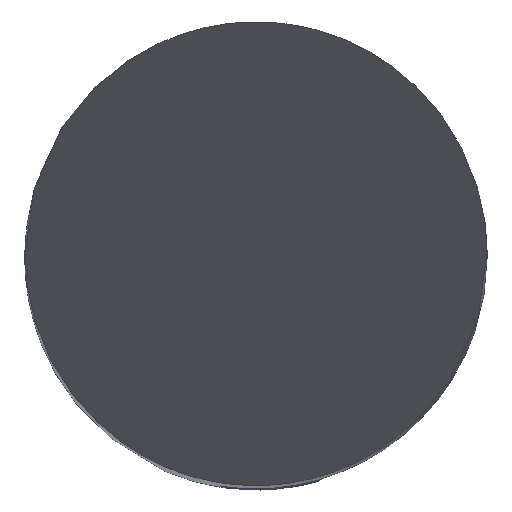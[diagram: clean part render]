
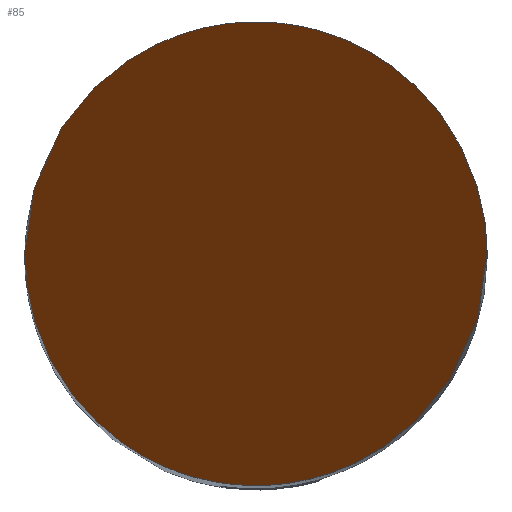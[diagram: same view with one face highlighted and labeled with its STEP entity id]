
A CAD part, top view. The second image highlights one B-rep face of the part: STEP entity #85.
In plain terms, the highlighted planar face has unit normal (0, -0.866, 0.5).
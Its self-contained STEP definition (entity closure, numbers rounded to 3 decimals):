
#51=PLANE('',#518);
#85=ADVANCED_FACE('',(#117),#51,.T.);
#117=FACE_OUTER_BOUND('',#143,.T.);
#143=EDGE_LOOP('',(#280,#281));
#280=ORIENTED_EDGE('',*,*,#395,.F.);
#281=ORIENTED_EDGE('',*,*,#427,.F.);
#353=VERTEX_POINT('',#718);
#354=VERTEX_POINT('',#723);
#395=EDGE_CURVE('',#353,#354,#460,.T.);
#427=EDGE_CURVE('',#354,#353,#464,.T.);
#460=(
BOUNDED_CURVE()
B_SPLINE_CURVE(3,(#719,#720,#721,#722),.UNSPECIFIED.,.F.,.F.)
B_SPLINE_CURVE_WITH_KNOTS((4,4),(0.,1.),.UNSPECIFIED.)
CURVE()
GEOMETRIC_REPRESENTATION_ITEM()
RATIONAL_B_SPLINE_CURVE((1.,0.333,0.333,1.))
REPRESENTATION_ITEM('')
);
#464=(
BOUNDED_CURVE()
B_SPLINE_CURVE(3,(#909,#910,#911,#912),.UNSPECIFIED.,.F.,.F.)
B_SPLINE_CURVE_WITH_KNOTS((4,4),(0.,1.),.UNSPECIFIED.)
CURVE()
GEOMETRIC_REPRESENTATION_ITEM()
RATIONAL_B_SPLINE_CURVE((1.,0.333,0.333,1.))
REPRESENTATION_ITEM('')
);
#518=AXIS2_PLACEMENT_3D('',#950,#578,#579);
#578=DIRECTION('',(0.,-0.866,0.5));
#579=DIRECTION('',(0.,0.5,0.866));
#718=CARTESIAN_POINT('',(2.5,0.,0.));
#719=CARTESIAN_POINT('',(2.5,0.,0.));
#720=CARTESIAN_POINT('',(2.5,-5.,-8.66));
#721=CARTESIAN_POINT('',(-2.5,-5.,-8.66));
#722=CARTESIAN_POINT('',(-2.5,0.,0.));
#723=CARTESIAN_POINT('',(-2.5,0.,0.));
#909=CARTESIAN_POINT('',(-2.5,0.,0.));
#910=CARTESIAN_POINT('',(-2.5,5.,8.66));
#911=CARTESIAN_POINT('',(2.5,5.,8.66));
#912=CARTESIAN_POINT('',(2.5,0.,0.));
#950=CARTESIAN_POINT('',(50.006,2.5,4.33));
